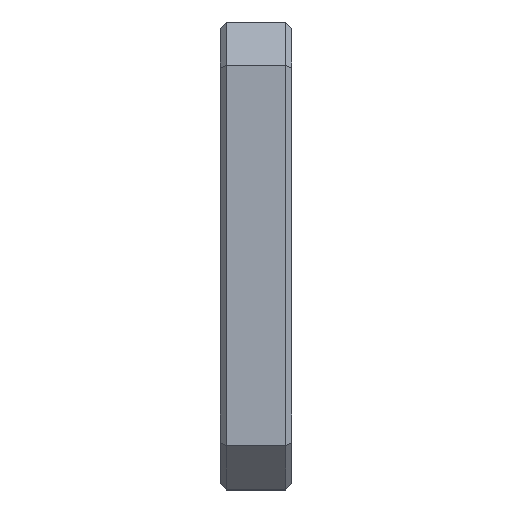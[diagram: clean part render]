
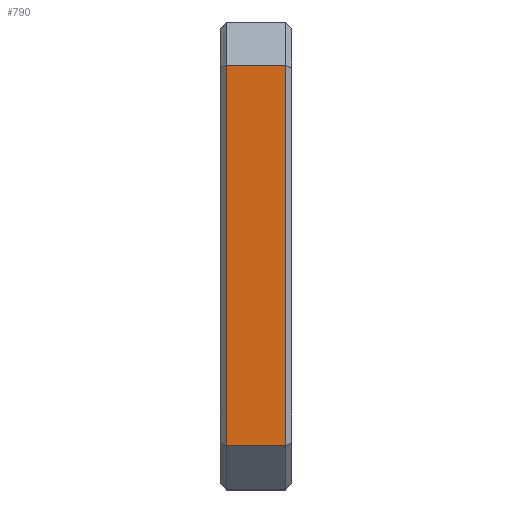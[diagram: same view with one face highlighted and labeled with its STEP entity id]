
A CAD part, top view. The second image highlights one B-rep face of the part: STEP entity #790.
In plain terms, the highlighted planar face has unit normal (0, 0, 1).
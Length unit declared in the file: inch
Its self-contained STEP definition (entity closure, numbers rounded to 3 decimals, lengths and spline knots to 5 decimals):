
#14 = DIRECTION ( 'NONE',  ( 0., 1., 0. ) ) ;
#21 = DIRECTION ( 'NONE',  ( 1., 0., 0. ) ) ;
#61 = AXIS2_PLACEMENT_3D ( 'NONE', #556, #924, #747 ) ;
#125 = EDGE_LOOP ( 'NONE', ( #1007, #578, #607, #663 ) ) ;
#166 = VECTOR ( 'NONE', #803, 39.37008 ) ;
#220 = LINE ( 'NONE', #442, #166 ) ;
#245 = LINE ( 'NONE', #908, #735 ) ;
#273 = LINE ( 'NONE', #299, #949 ) ;
#287 = CARTESIAN_POINT ( 'NONE',  ( 0.01, -0.305, 0.375 ) ) ;
#299 = CARTESIAN_POINT ( 'NONE',  ( 0.115, -0.305, 0.375 ) ) ;
#428 = FACE_OUTER_BOUND ( 'NONE', #125, .T. ) ;
#438 = VECTOR ( 'NONE', #14, 39.37008 ) ;
#442 = CARTESIAN_POINT ( 'NONE',  ( 0.01, -0.375, 0.375 ) ) ;
#521 = VERTEX_POINT ( 'NONE', #287 ) ;
#550 = CARTESIAN_POINT ( 'NONE',  ( 0.105, 0.305, 0.375 ) ) ;
#556 = CARTESIAN_POINT ( 'NONE',  ( 0.115, -0.375, 0.375 ) ) ;
#558 = LINE ( 'NONE', #1002, #438 ) ;
#578 = ORIENTED_EDGE ( 'NONE', *, *, #810, .T. ) ;
#607 = ORIENTED_EDGE ( 'NONE', *, *, #907, .T. ) ;
#623 = CARTESIAN_POINT ( 'NONE',  ( 0.01, 0.305, 0.375 ) ) ;
#663 = ORIENTED_EDGE ( 'NONE', *, *, #753, .T. ) ;
#706 = VERTEX_POINT ( 'NONE', #623 ) ;
#710 = PLANE ( 'NONE',  #61 ) ;
#735 = VECTOR ( 'NONE', #838, 39.37008 ) ;
#747 = DIRECTION ( 'NONE',  ( 0., 1., 0. ) ) ;
#753 = EDGE_CURVE ( 'NONE', #706, #521, #220, .T. ) ;
#790 = ADVANCED_FACE ( 'NONE', ( #428 ), #710, .F. ) ;
#803 = DIRECTION ( 'NONE',  ( 0., -1., 0. ) ) ;
#810 = EDGE_CURVE ( 'NONE', #1084, #818, #558, .T. ) ;
#818 = VERTEX_POINT ( 'NONE', #550 ) ;
#838 = DIRECTION ( 'NONE',  ( -1., 0., 0. ) ) ;
#907 = EDGE_CURVE ( 'NONE', #818, #706, #245, .T. ) ;
#908 = CARTESIAN_POINT ( 'NONE',  ( 0.115, 0.305, 0.375 ) ) ;
#924 = DIRECTION ( 'NONE',  ( 0., 0., -1. ) ) ;
#949 = VECTOR ( 'NONE', #21, 39.37008 ) ;
#1002 = CARTESIAN_POINT ( 'NONE',  ( 0.105, 0.305, 0.375 ) ) ;
#1007 = ORIENTED_EDGE ( 'NONE', *, *, #1036, .T. ) ;
#1036 = EDGE_CURVE ( 'NONE', #521, #1084, #273, .T. ) ;
#1084 = VERTEX_POINT ( 'NONE', #1142 ) ;
#1142 = CARTESIAN_POINT ( 'NONE',  ( 0.105, -0.305, 0.375 ) ) ;
